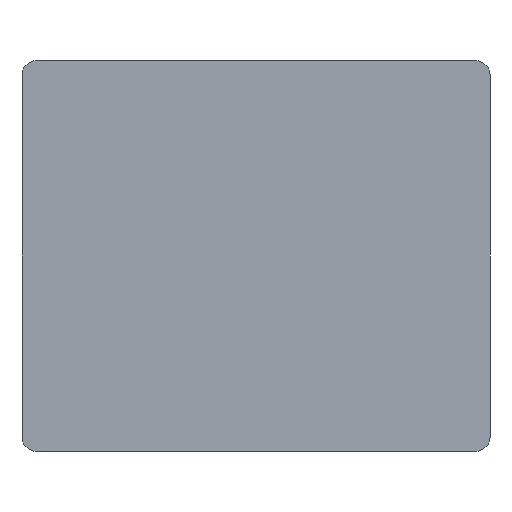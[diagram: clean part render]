
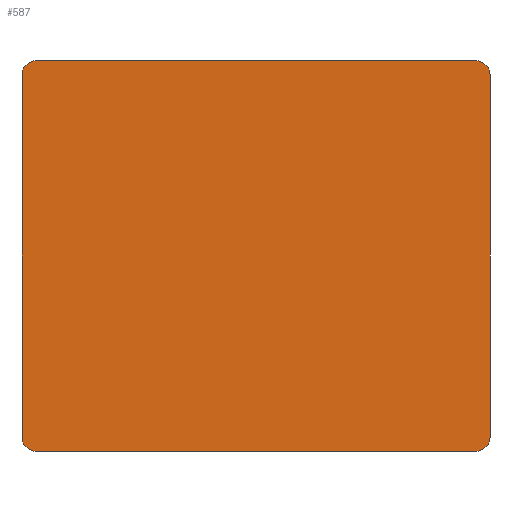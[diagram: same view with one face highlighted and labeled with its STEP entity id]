
A CAD part, front view. The second image highlights one B-rep face of the part: STEP entity #587.
In plain terms, the highlighted planar face has unit normal (0, -1, 0).
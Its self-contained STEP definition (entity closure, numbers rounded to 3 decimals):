
#2 = VERTEX_POINT ( 'NONE', #27 ) ;
#11 = ORIENTED_EDGE ( 'NONE', *, *, #446, .T. ) ;
#27 = CARTESIAN_POINT ( 'NONE',  ( -32.924, -8., 30.613 ) ) ;
#29 = DIRECTION ( 'NONE',  ( 0., 0., 1. ) ) ;
#36 = CARTESIAN_POINT ( 'NONE',  ( -30.924, -8., 32.613 ) ) ;
#52 = VERTEX_POINT ( 'NONE', #504 ) ;
#86 = ORIENTED_EDGE ( 'NONE', *, *, #98, .T. ) ;
#96 = AXIS2_PLACEMENT_3D ( 'NONE', #872, #222, #808 ) ;
#97 = CARTESIAN_POINT ( 'NONE',  ( -30.924, -8., 30.613 ) ) ;
#98 = EDGE_CURVE ( 'NONE', #782, #747, #685, .T. ) ;
#99 = DIRECTION ( 'NONE',  ( 0., 0., 1. ) ) ;
#109 = ORIENTED_EDGE ( 'NONE', *, *, #866, .F. ) ;
#117 = DIRECTION ( 'NONE',  ( 1., 0., 0. ) ) ;
#128 = DIRECTION ( 'NONE',  ( 0., 0., 1. ) ) ;
#138 = EDGE_CURVE ( 'NONE', #574, #199, #715, .T. ) ;
#145 = EDGE_CURVE ( 'NONE', #574, #52, #487, .T. ) ;
#195 = PLANE ( 'NONE',  #473 ) ;
#199 = VERTEX_POINT ( 'NONE', #414 ) ;
#201 = FACE_OUTER_BOUND ( 'NONE', #494, .T. ) ;
#213 = VERTEX_POINT ( 'NONE', #285 ) ;
#222 = DIRECTION ( 'NONE',  ( 0., -1., 0. ) ) ;
#228 = VERTEX_POINT ( 'NONE', #36 ) ;
#261 = CIRCLE ( 'NONE', #384, 2. ) ;
#265 = EDGE_CURVE ( 'NONE', #213, #52, #261, .T. ) ;
#276 = CARTESIAN_POINT ( 'NONE',  ( 32.636, -8., 30.613 ) ) ;
#285 = CARTESIAN_POINT ( 'NONE',  ( 30.636, -8., -22.107 ) ) ;
#290 = EDGE_CURVE ( 'NONE', #213, #747, #397, .T. ) ;
#300 = AXIS2_PLACEMENT_3D ( 'NONE', #774, #708, #572 ) ;
#322 = DIRECTION ( 'NONE',  ( 0., 0., 1. ) ) ;
#375 = CARTESIAN_POINT ( 'NONE',  ( -30.924, -8., -22.107 ) ) ;
#384 = AXIS2_PLACEMENT_3D ( 'NONE', #547, #838, #99 ) ;
#397 = LINE ( 'NONE', #844, #801 ) ;
#414 = CARTESIAN_POINT ( 'NONE',  ( 30.636, -8., 32.613 ) ) ;
#446 = EDGE_CURVE ( 'NONE', #228, #2, #740, .T. ) ;
#447 = VECTOR ( 'NONE', #29, 1000. ) ;
#473 = AXIS2_PLACEMENT_3D ( 'NONE', #919, #485, #128 ) ;
#474 = ORIENTED_EDGE ( 'NONE', *, *, #145, .F. ) ;
#485 = DIRECTION ( 'NONE',  ( 0., 1., 0. ) ) ;
#487 = LINE ( 'NONE', #492, #833 ) ;
#490 = CARTESIAN_POINT ( 'NONE',  ( -32.924, -8., -22.107 ) ) ;
#491 = CARTESIAN_POINT ( 'NONE',  ( -32.924, -8., 32.613 ) ) ;
#492 = CARTESIAN_POINT ( 'NONE',  ( 32.636, -8., -22.107 ) ) ;
#494 = EDGE_LOOP ( 'NONE', ( #474, #624, #109, #11, #625, #86, #692, #704 ) ) ;
#504 = CARTESIAN_POINT ( 'NONE',  ( 32.636, -8., -20.107 ) ) ;
#526 = CARTESIAN_POINT ( 'NONE',  ( -32.924, -8., -20.107 ) ) ;
#547 = CARTESIAN_POINT ( 'NONE',  ( 30.636, -8., -20.107 ) ) ;
#563 = LINE ( 'NONE', #490, #447 ) ;
#571 = AXIS2_PLACEMENT_3D ( 'NONE', #97, #750, #322 ) ;
#572 = DIRECTION ( 'NONE',  ( 0., 0., 1. ) ) ;
#574 = VERTEX_POINT ( 'NONE', #276 ) ;
#587 = ADVANCED_FACE ( 'NONE', ( #201 ), #195, .F. ) ;
#607 = EDGE_CURVE ( 'NONE', #782, #2, #563, .T. ) ;
#624 = ORIENTED_EDGE ( 'NONE', *, *, #138, .T. ) ;
#625 = ORIENTED_EDGE ( 'NONE', *, *, #607, .F. ) ;
#685 = CIRCLE ( 'NONE', #96, 2. ) ;
#689 = DIRECTION ( 'NONE',  ( -1., 0., 0. ) ) ;
#692 = ORIENTED_EDGE ( 'NONE', *, *, #290, .F. ) ;
#704 = ORIENTED_EDGE ( 'NONE', *, *, #265, .T. ) ;
#706 = LINE ( 'NONE', #491, #907 ) ;
#708 = DIRECTION ( 'NONE',  ( 0., -1., 0. ) ) ;
#715 = CIRCLE ( 'NONE', #300, 2. ) ;
#740 = CIRCLE ( 'NONE', #571, 2. ) ;
#747 = VERTEX_POINT ( 'NONE', #375 ) ;
#750 = DIRECTION ( 'NONE',  ( 0., -1., 0. ) ) ;
#774 = CARTESIAN_POINT ( 'NONE',  ( 30.636, -8., 30.613 ) ) ;
#782 = VERTEX_POINT ( 'NONE', #526 ) ;
#801 = VECTOR ( 'NONE', #689, 1000. ) ;
#808 = DIRECTION ( 'NONE',  ( 0., 0., 1. ) ) ;
#833 = VECTOR ( 'NONE', #861, 1000. ) ;
#838 = DIRECTION ( 'NONE',  ( 0., -1., 0. ) ) ;
#844 = CARTESIAN_POINT ( 'NONE',  ( -32.924, -8., -22.107 ) ) ;
#861 = DIRECTION ( 'NONE',  ( 0., 0., -1. ) ) ;
#866 = EDGE_CURVE ( 'NONE', #228, #199, #706, .T. ) ;
#872 = CARTESIAN_POINT ( 'NONE',  ( -30.924, -8., -20.107 ) ) ;
#907 = VECTOR ( 'NONE', #117, 1000. ) ;
#919 = CARTESIAN_POINT ( 'NONE',  ( 0., -8., 0. ) ) ;
